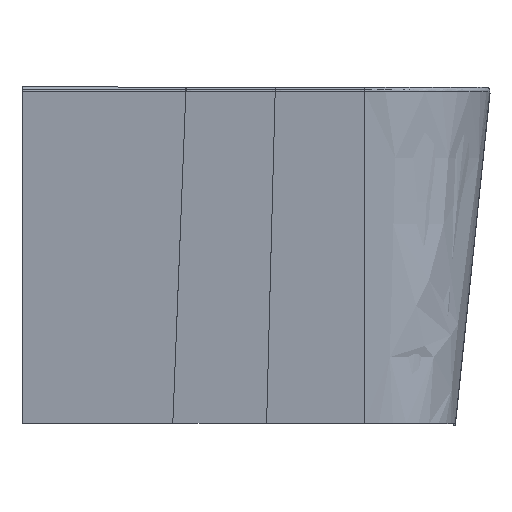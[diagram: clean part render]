
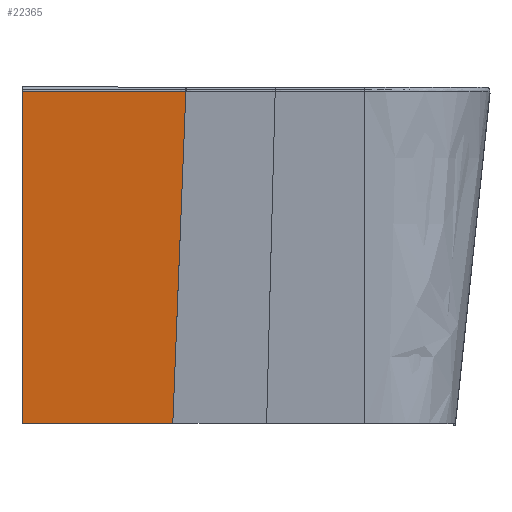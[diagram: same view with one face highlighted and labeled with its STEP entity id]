
A CAD part, top view. The second image highlights one B-rep face of the part: STEP entity #22365.
In plain terms, the highlighted free-form (B-spline) face has degree [5, 7] with [6, 9] control points.
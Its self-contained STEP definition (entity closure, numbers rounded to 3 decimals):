
#5455=CARTESIAN_POINT('',(-400.,-7.727,
899.194));
#5456=CARTESIAN_POINT('',(-395.369,-7.736,
899.193));
#5457=CARTESIAN_POINT('',(-386.324,-7.753,
899.191));
#5458=CARTESIAN_POINT('',(-373.483,-7.777,
899.188));
#5459=CARTESIAN_POINT('',(-361.099,-7.797,
899.186));
#5460=CARTESIAN_POINT('',(-348.989,-7.812,
899.184));
#5461=CARTESIAN_POINT('',(-336.943,-7.825,
899.184));
#5462=CARTESIAN_POINT('',(-324.859,-7.834,
899.183));
#5463=CARTESIAN_POINT('',(-312.746,-7.842,
899.183));
#5464=CARTESIAN_POINT('',(-300.611,-7.851,
899.182));
#5465=CARTESIAN_POINT('',(-288.414,-7.861,
899.181));
#5466=CARTESIAN_POINT('',(-276.132,-7.877,
899.18));
#5467=CARTESIAN_POINT('',(-263.778,-7.9,
899.177));
#5468=CARTESIAN_POINT('',(-251.363,-7.932,
899.173));
#5469=CARTESIAN_POINT('',(-238.881,-7.973,
899.168));
#5470=CARTESIAN_POINT('',(-226.366,-8.023,
899.163));
#5471=CARTESIAN_POINT('',(-213.84,-8.081,
899.157));
#5472=CARTESIAN_POINT('',(-201.099,-8.145,
899.15));
#5473=CARTESIAN_POINT('',(-187.757,-8.213,
899.143));
#5474=CARTESIAN_POINT('',(-173.2,-8.285,
899.136));
#5475=CARTESIAN_POINT('',(-157.154,-8.354,
899.129));
#5476=CARTESIAN_POINT('',(-139.601,-8.408,
899.123));
#5477=CARTESIAN_POINT('',(-126.857,-8.424,
899.121));
#5478=CARTESIAN_POINT('',(-120.241,-8.424,
899.121));
#5480=DIRECTION('',(1.,0.,0.));
#5481=VECTOR('',#5480,257.4);
#5482=CARTESIAN_POINT('',(-400.,-575.,
840.));
#5483=LINE('',#5482,#5481);
#5484=DIRECTION('',(0.,-0.995,-0.104));
#5485=VECTOR('',#5484,570.353);
#5486=CARTESIAN_POINT('',(-400.,-7.727,
899.194));
#5487=LINE('',#5486,#5485);
#5496=DIRECTION('',(-0.039,-0.994,-0.104));
#5497=VECTOR('',#5496,570.091);
#5498=CARTESIAN_POINT('',(-120.241,-8.424,
899.121));
#5499=LINE('',#5498,#5497);
#7256=CARTESIAN_POINT('',(-400.,-575.,
840.));
#7257=CARTESIAN_POINT('',(-142.6,-575.,840.));
#7258=VERTEX_POINT('',#7256);
#7259=VERTEX_POINT('',#7257);
#7288=CARTESIAN_POINT('',(-120.241,-8.424,
899.121));
#7289=VERTEX_POINT('',#7288);
#7290=VERTEX_POINT('',#5455);
#22302=CARTESIAN_POINT('',(-402.355,-586.345,
838.816));
#22303=CARTESIAN_POINT('',(-377.8,-586.345,
838.816));
#22304=CARTESIAN_POINT('',(-341.478,-586.346,
838.816));
#22305=CARTESIAN_POINT('',(-304.684,-586.344,
838.816));
#22306=CARTESIAN_POINT('',(-267.419,-586.346,
838.816));
#22307=CARTESIAN_POINT('',(-229.705,-586.345,
838.816));
#22308=CARTESIAN_POINT('',(-191.51,-586.345,
838.816));
#22309=CARTESIAN_POINT('',(-152.821,-586.345,
838.816));
#22310=CARTESIAN_POINT('',(-140.472,-586.345,
838.816));
#22311=CARTESIAN_POINT('',(-402.445,-468.353,
851.128));
#22312=CARTESIAN_POINT('',(-376.949,-468.356,
851.128));
#22313=CARTESIAN_POINT('',(-339.417,-468.344,
851.127));
#22314=CARTESIAN_POINT('',(-301.639,-468.364,
851.131));
#22315=CARTESIAN_POINT('',(-263.651,-468.346,
851.127));
#22316=CARTESIAN_POINT('',(-225.395,-468.354,
851.129));
#22317=CARTESIAN_POINT('',(-186.885,-468.354,
851.129));
#22318=CARTESIAN_POINT('',(-148.152,-468.353,
851.128));
#22319=CARTESIAN_POINT('',(-135.818,-468.353,
851.128));
#22320=CARTESIAN_POINT('',(-402.534,-350.36,
863.441));
#22321=CARTESIAN_POINT('',(-376.099,-350.366,
863.441));
#22322=CARTESIAN_POINT('',(-337.356,-350.343,
863.439));
#22323=CARTESIAN_POINT('',(-298.594,-350.383,
863.446));
#22324=CARTESIAN_POINT('',(-259.883,-350.345,
863.438));
#22325=CARTESIAN_POINT('',(-221.085,-350.362,
863.441));
#22326=CARTESIAN_POINT('',(-182.261,-350.362,
863.441));
#22327=CARTESIAN_POINT('',(-143.484,-350.36,
863.441));
#22328=CARTESIAN_POINT('',(-131.164,-350.36,
863.441));
#22329=CARTESIAN_POINT('',(-402.624,-232.367,
875.753));
#22330=CARTESIAN_POINT('',(-375.248,-232.376,
875.753));
#22331=CARTESIAN_POINT('',(-335.296,-232.341,
875.75));
#22332=CARTESIAN_POINT('',(-295.549,-232.403,
875.761));
#22333=CARTESIAN_POINT('',(-256.115,-232.345,
875.749));
#22334=CARTESIAN_POINT('',(-216.774,-232.37,
875.753));
#22335=CARTESIAN_POINT('',(-177.636,-232.371,
875.754));
#22336=CARTESIAN_POINT('',(-138.815,-232.367,
875.753));
#22337=CARTESIAN_POINT('',(-126.511,-232.367,
875.753));
#22338=CARTESIAN_POINT('',(-402.714,-114.374,
888.065));
#22339=CARTESIAN_POINT('',(-374.397,-114.387,
888.065));
#22340=CARTESIAN_POINT('',(-333.235,-114.339,
888.061));
#22341=CARTESIAN_POINT('',(-292.504,-114.422,
888.077));
#22342=CARTESIAN_POINT('',(-252.348,-114.344,888.059));
#22343=CARTESIAN_POINT('',(-212.464,-114.378,
888.066));
#22344=CARTESIAN_POINT('',(-173.011,-114.38,
888.066));
#22345=CARTESIAN_POINT('',(-134.146,-114.374,
888.065));
#22346=CARTESIAN_POINT('',(-121.857,-114.375,
888.065));
#22347=CARTESIAN_POINT('',(-402.804,3.619,
900.378));
#22348=CARTESIAN_POINT('',(-373.546,3.603,
900.377));
#22349=CARTESIAN_POINT('',(-331.174,3.663,
900.373));
#22350=CARTESIAN_POINT('',(-289.459,3.558,
900.392));
#22351=CARTESIAN_POINT('',(-248.58,3.656,
900.37));
#22352=CARTESIAN_POINT('',(-208.153,3.613,
900.378));
#22353=CARTESIAN_POINT('',(-168.386,3.612,
900.379));
#22354=CARTESIAN_POINT('',(-129.477,3.619,
900.377));
#22355=CARTESIAN_POINT('',(-117.203,3.618,
900.378));
#22356=B_SPLINE_SURFACE_WITH_KNOTS('',5,7,((#22302,#22303,#22304,#22305,#22306,
#22307,#22308,#22309,#22310),(#22311,#22312,#22313,#22314,#22315,#22316,#22317,
#22318,#22319),(#22320,#22321,#22322,#22323,#22324,#22325,#22326,#22327,#22328),
(#22329,#22330,#22331,#22332,#22333,#22334,#22335,#22336,#22337),(#22338,#22339,
#22340,#22341,#22342,#22343,#22344,#22345,#22346),(#22347,#22348,#22349,#22350,
#22351,#22352,#22353,#22354,#22355)),.UNSPECIFIED.,.F.,.F.,.F.,(6,6),(8,1,8),(
-0.02,1.006),(-0.004,0.315,
0.464),.UNSPECIFIED.);
#22357=ORIENTED_EDGE('',*,*,#15582,.T.);
#22359=ORIENTED_EDGE('',*,*,#22358,.T.);
#22361=ORIENTED_EDGE('',*,*,#22360,.F.);
#22362=ORIENTED_EDGE('',*,*,#22293,.F.);
#22363=EDGE_LOOP('',(#22357,#22359,#22361,#22362));
#22364=FACE_OUTER_BOUND('',#22363,.F.);
#5479=B_SPLINE_CURVE_WITH_KNOTS('',3,(#5455,#5456,#5457,#5458,#5459,#5460,#5461,
#5462,#5463,#5464,#5465,#5466,#5467,#5468,#5469,#5470,#5471,#5472,#5473,#5474,
#5475,#5476,#5477,#5478),.UNSPECIFIED.,.F.,.F.,(4,1,1,1,1,1,1,1,1,1,1,1,1,1,1,1,
1,1,1,1,1,4),(0.,0.048,0.095,0.143,
0.19,0.238,0.286,0.333,
0.381,0.429,0.476,0.524,
0.571,0.619,0.667,0.714,
0.762,0.81,0.857,0.905,
0.952,1.),.UNSPECIFIED.);
#15582=EDGE_CURVE('',#7290,#7289,#5479,.T.);
#22293=EDGE_CURVE('',#7290,#7258,#5487,.T.);
#22358=EDGE_CURVE('',#7289,#7259,#5499,.T.);
#22360=EDGE_CURVE('',#7258,#7259,#5483,.T.);
#22365=ADVANCED_FACE('',(#22364),#22356,.F.);
